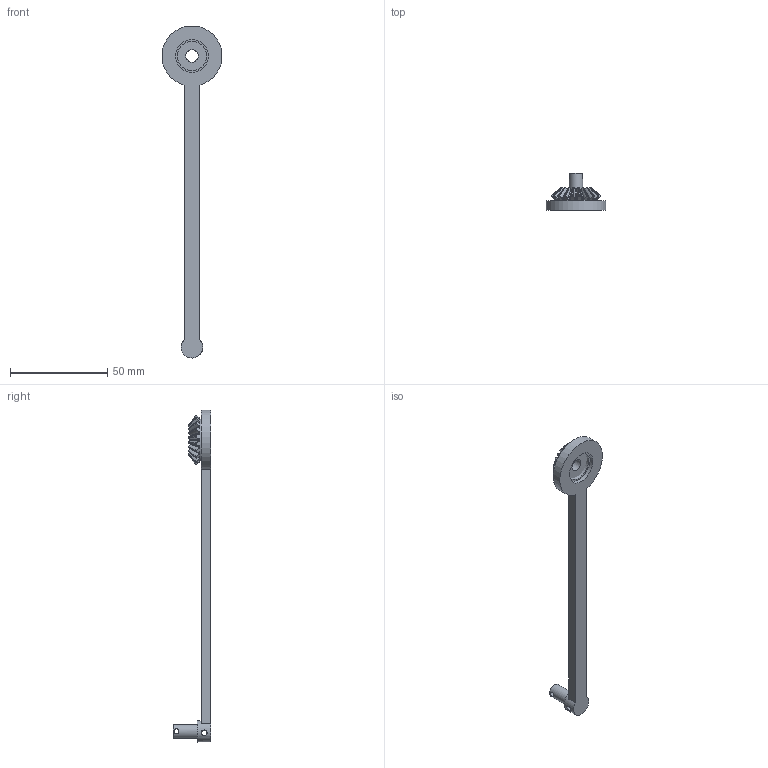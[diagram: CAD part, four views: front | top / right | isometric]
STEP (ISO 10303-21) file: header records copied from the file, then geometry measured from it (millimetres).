
FILE_DESCRIPTION(/* description */ ('','CAx-IF Rec.Pracs.---Representation and Presentation of Product Manufacturing Information (PMI)---4.0---2014-10-13'),/* implementation_level */ '2;1');
FILE_NAME(/* name */ 'rod with bavel.step',/* time_stamp */ '2025-02-22T14:14:13+06:00',/* author */ (''),/* organization */ (''),/* preprocessor_version */ 'ST-DEVELOPER v20',/* originating_system */ 'Autodesk Translation Framework v13.20.0.188',/* authorisation */ '');
FILE_SCHEMA (('AP242_MANAGED_MODEL_BASED_3D_ENGINEERING_MIM_LF { 1 0 10303 442 1 1 4 }'));
Length unit declared in the file: millimetre
Products named in the file (2): rod with bavel; 3560N11_Metal Miter Gear
Assembly tree (1 placements, depth 2):
  rod with bavel
    3560N11_Metal Miter Gear
Bounding box: 30.88 x 19.5 x 170.94 mm (x, y, z)
Volume: 11116.4 mm3; surface area: 7654.9 mm2
Topology: 2 solids, 2 shells, 221 faces, 653 edges, 436 vertices
Faces by surface type: bspline 140, plane 29, cylinder 29, cone 23
Full cylindrical faces by diameter (mm): 2.5 x1, 3 x1, 6.4 x1, 7 x1, 11 x1, 15 x1, 17.04 x1, 20.8 x1
Entity records: 13775 total; most frequent: CARTESIAN_POINT 8836, ORIENTED_EDGE 1306, EDGE_CURVE 653, DIRECTION 571, VERTEX_POINT 436, B_SPLINE_CURVE_WITH_KNOTS 371, EDGE_LOOP 229, FACE_OUTER_BOUND 221
